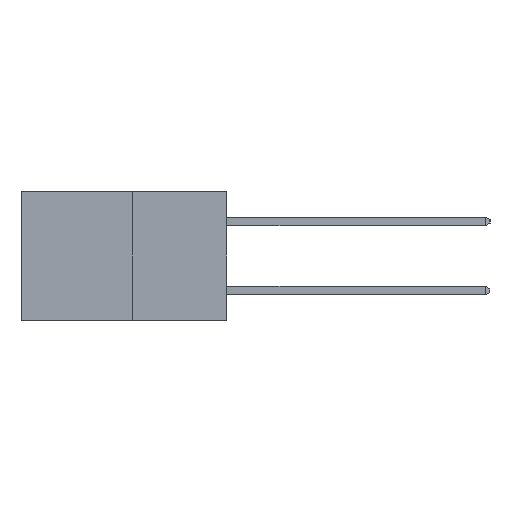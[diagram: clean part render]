
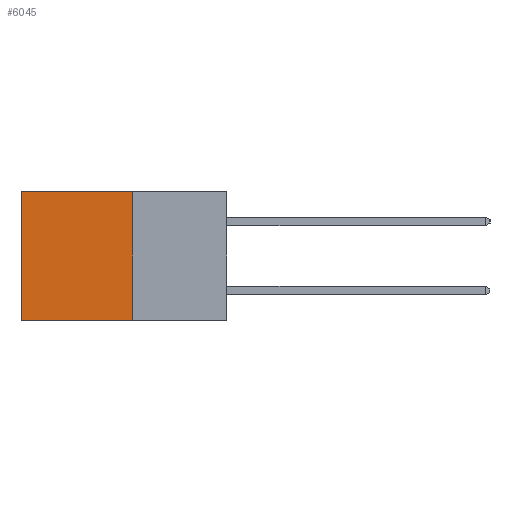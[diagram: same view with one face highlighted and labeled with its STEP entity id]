
A CAD part, left-side view. The second image highlights one B-rep face of the part: STEP entity #6045.
In plain terms, the highlighted planar face has unit normal (-1, 0, 0).
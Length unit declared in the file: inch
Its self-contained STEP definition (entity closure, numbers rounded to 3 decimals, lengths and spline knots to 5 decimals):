
#517 = CARTESIAN_POINT ( 'NONE',  ( 0.277, 0.27, -0.37 ) ) ;
#654 = CARTESIAN_POINT ( 'NONE',  ( 0.277, 0.27, 0. ) ) ;
#952 = VERTEX_POINT ( 'NONE', #15998 ) ;
#1390 = VERTEX_POINT ( 'NONE', #517 ) ;
#1445 = PLANE ( 'NONE',  #12431 ) ;
#2183 = CARTESIAN_POINT ( 'NONE',  ( 0.277, 0.59, -0.37 ) ) ;
#2866 = EDGE_LOOP ( 'NONE', ( #8204, #8184, #8386, #15860 ) ) ;
#2898 = LINE ( 'NONE', #3205, #13604 ) ;
#3205 = CARTESIAN_POINT ( 'NONE',  ( 0.277, 0.27, -0.37 ) ) ;
#3250 = EDGE_CURVE ( 'NONE', #952, #8399, #8547, .T. ) ;
#3772 = FACE_OUTER_BOUND ( 'NONE', #2866, .T. ) ;
#4125 = CARTESIAN_POINT ( 'NONE',  ( 0.277, 0.27, -0.37 ) ) ;
#4433 = EDGE_CURVE ( 'NONE', #12713, #1390, #11977, .T. ) ;
#6045 = ADVANCED_FACE ( 'NONE', ( #3772 ), #1445, .F. ) ;
#6604 = DIRECTION ( 'NONE',  ( 0., 0., -1. ) ) ;
#7761 = DIRECTION ( 'NONE',  ( 0., 1., 0. ) ) ;
#8184 = ORIENTED_EDGE ( 'NONE', *, *, #10994, .F. ) ;
#8204 = ORIENTED_EDGE ( 'NONE', *, *, #3250, .T. ) ;
#8386 = ORIENTED_EDGE ( 'NONE', *, *, #4433, .F. ) ;
#8399 = VERTEX_POINT ( 'NONE', #2183 ) ;
#8547 = LINE ( 'NONE', #12064, #12692 ) ;
#9202 = DIRECTION ( 'NONE',  ( 0., 0., -1. ) ) ;
#10018 = CARTESIAN_POINT ( 'NONE',  ( 0.277, 0.27, -0.37 ) ) ;
#10288 = DIRECTION ( 'NONE',  ( 0., 1., 0. ) ) ;
#10994 = EDGE_CURVE ( 'NONE', #1390, #8399, #2898, .T. ) ;
#11564 = VECTOR ( 'NONE', #13204, 39.37008 ) ;
#11977 = LINE ( 'NONE', #10018, #11564 ) ;
#12016 = VECTOR ( 'NONE', #7761, 39.37008 ) ;
#12064 = CARTESIAN_POINT ( 'NONE',  ( 0.277, 0.59, -0.37 ) ) ;
#12431 = AXIS2_PLACEMENT_3D ( 'NONE', #4125, #13653, #6604 ) ;
#12692 = VECTOR ( 'NONE', #9202, 39.37008 ) ;
#12713 = VERTEX_POINT ( 'NONE', #15008 ) ;
#13204 = DIRECTION ( 'NONE',  ( 0., 0., -1. ) ) ;
#13604 = VECTOR ( 'NONE', #10288, 39.37008 ) ;
#13653 = DIRECTION ( 'NONE',  ( 1., 0., 0. ) ) ;
#14179 = EDGE_CURVE ( 'NONE', #12713, #952, #15676, .T. ) ;
#15008 = CARTESIAN_POINT ( 'NONE',  ( 0.277, 0.27, 0. ) ) ;
#15676 = LINE ( 'NONE', #654, #12016 ) ;
#15860 = ORIENTED_EDGE ( 'NONE', *, *, #14179, .T. ) ;
#15998 = CARTESIAN_POINT ( 'NONE',  ( 0.277, 0.59, 0. ) ) ;
